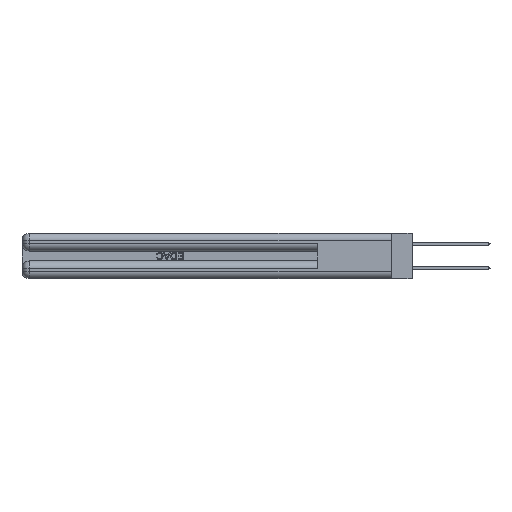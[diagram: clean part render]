
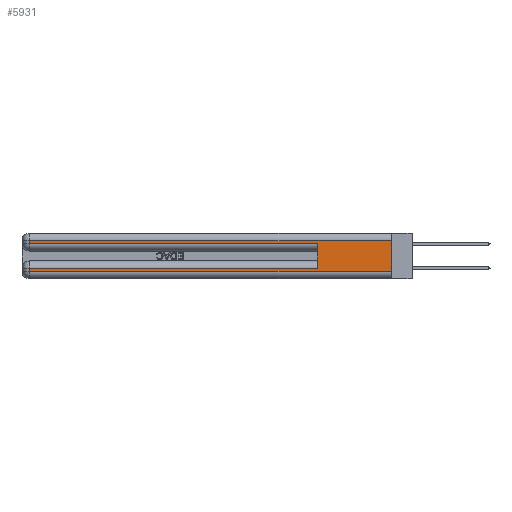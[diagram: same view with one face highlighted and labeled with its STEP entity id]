
A CAD part, left-side view. The second image highlights one B-rep face of the part: STEP entity #5931.
In plain terms, the highlighted planar face has unit normal (-1, 0, 0).
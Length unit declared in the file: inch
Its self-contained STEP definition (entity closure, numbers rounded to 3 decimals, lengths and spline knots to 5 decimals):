
#813 = VERTEX_POINT ( 'NONE', #32126 ) ;
#1896 = DIRECTION ( 'NONE',  ( 0., 0., -1. ) ) ;
#3133 = LINE ( 'NONE', #8399, #13635 ) ;
#3475 = VECTOR ( 'NONE', #31416, 39.37008 ) ;
#3507 = CARTESIAN_POINT ( 'NONE',  ( 0., 0., 0.285 ) ) ;
#3872 = LINE ( 'NONE', #47805, #22423 ) ;
#3917 = VERTEX_POINT ( 'NONE', #14799 ) ;
#4042 = ORIENTED_EDGE ( 'NONE', *, *, #28850, .T. ) ;
#4147 = CARTESIAN_POINT ( 'NONE',  ( 0., 2.94, 0.06 ) ) ;
#5566 = EDGE_CURVE ( 'NONE', #3917, #813, #37269, .T. ) ;
#5612 = VECTOR ( 'NONE', #47583, 39.37008 ) ;
#5877 = CARTESIAN_POINT ( 'NONE',  ( 0., 0., 0.37 ) ) ;
#5931 = ADVANCED_FACE ( 'NONE', ( #11767 ), #29745, .F. ) ;
#7758 = EDGE_CURVE ( 'NONE', #20227, #3917, #3872, .T. ) ;
#7978 = EDGE_CURVE ( 'NONE', #20227, #23088, #32386, .T. ) ;
#8399 = CARTESIAN_POINT ( 'NONE',  ( 0., 0.6, 0.145 ) ) ;
#9051 = CARTESIAN_POINT ( 'NONE',  ( 0., 0., 0.06 ) ) ;
#9807 = CARTESIAN_POINT ( 'NONE',  ( 0., 0., 0.37 ) ) ;
#10664 = ORIENTED_EDGE ( 'NONE', *, *, #7978, .F. ) ;
#11767 = FACE_OUTER_BOUND ( 'NONE', #12435, .T. ) ;
#12435 = EDGE_LOOP ( 'NONE', ( #10664, #24800, #37028, #4042, #48708, #21363, #14910, #48370 ) ) ;
#12753 = AXIS2_PLACEMENT_3D ( 'NONE', #9807, #13930, #41709 ) ;
#12822 = DIRECTION ( 'NONE',  ( 0., -1., 0. ) ) ;
#13635 = VECTOR ( 'NONE', #16185, 39.37008 ) ;
#13930 = DIRECTION ( 'NONE',  ( 1., 0., 0. ) ) ;
#13981 = LINE ( 'NONE', #3507, #3475 ) ;
#14504 = VECTOR ( 'NONE', #12822, 39.37008 ) ;
#14563 = EDGE_CURVE ( 'NONE', #31941, #38072, #37156, .T. ) ;
#14799 = CARTESIAN_POINT ( 'NONE',  ( 0., 2.94, 0.31 ) ) ;
#14910 = ORIENTED_EDGE ( 'NONE', *, *, #14563, .T. ) ;
#15760 = LINE ( 'NONE', #9051, #14504 ) ;
#16185 = DIRECTION ( 'NONE',  ( 0., 0., 1. ) ) ;
#20011 = CARTESIAN_POINT ( 'NONE',  ( 0., 0.6, 0.085 ) ) ;
#20227 = VERTEX_POINT ( 'NONE', #50298 ) ;
#21363 = ORIENTED_EDGE ( 'NONE', *, *, #44354, .T. ) ;
#21721 = DIRECTION ( 'NONE',  ( 0., 0., -1. ) ) ;
#21788 = VECTOR ( 'NONE', #1896, 39.37008 ) ;
#22423 = VECTOR ( 'NONE', #39691, 39.37008 ) ;
#23088 = VERTEX_POINT ( 'NONE', #36562 ) ;
#24800 = ORIENTED_EDGE ( 'NONE', *, *, #7758, .T. ) ;
#26314 = VERTEX_POINT ( 'NONE', #20011 ) ;
#27653 = VERTEX_POINT ( 'NONE', #39497 ) ;
#28850 = EDGE_CURVE ( 'NONE', #813, #27653, #13981, .T. ) ;
#29737 = CARTESIAN_POINT ( 'NONE',  ( 0., 2.94, 0.37 ) ) ;
#29745 = PLANE ( 'NONE',  #12753 ) ;
#31205 = VECTOR ( 'NONE', #42266, 39.37008 ) ;
#31302 = EDGE_CURVE ( 'NONE', #26314, #27653, #3133, .T. ) ;
#31416 = DIRECTION ( 'NONE',  ( 0., -1., 0. ) ) ;
#31941 = VERTEX_POINT ( 'NONE', #39878 ) ;
#32126 = CARTESIAN_POINT ( 'NONE',  ( 0., 2.94, 0.285 ) ) ;
#32386 = LINE ( 'NONE', #5877, #21788 ) ;
#35635 = EDGE_CURVE ( 'NONE', #38072, #23088, #15760, .T. ) ;
#36562 = CARTESIAN_POINT ( 'NONE',  ( 0., 0., 0.06 ) ) ;
#37028 = ORIENTED_EDGE ( 'NONE', *, *, #5566, .T. ) ;
#37156 = LINE ( 'NONE', #29737, #46431 ) ;
#37269 = LINE ( 'NONE', #43635, #5612 ) ;
#38072 = VERTEX_POINT ( 'NONE', #4147 ) ;
#38281 = CARTESIAN_POINT ( 'NONE',  ( 0., 0., 0.085 ) ) ;
#39497 = CARTESIAN_POINT ( 'NONE',  ( 0., 0.6, 0.285 ) ) ;
#39691 = DIRECTION ( 'NONE',  ( 0., 1., 0. ) ) ;
#39878 = CARTESIAN_POINT ( 'NONE',  ( 0., 2.94, 0.085 ) ) ;
#41709 = DIRECTION ( 'NONE',  ( 0., 0., -1. ) ) ;
#42266 = DIRECTION ( 'NONE',  ( 0., 1., 0. ) ) ;
#42280 = LINE ( 'NONE', #38281, #31205 ) ;
#43635 = CARTESIAN_POINT ( 'NONE',  ( 0., 2.94, 0.37 ) ) ;
#44354 = EDGE_CURVE ( 'NONE', #26314, #31941, #42280, .T. ) ;
#46431 = VECTOR ( 'NONE', #21721, 39.37008 ) ;
#47583 = DIRECTION ( 'NONE',  ( 0., 0., -1. ) ) ;
#47805 = CARTESIAN_POINT ( 'NONE',  ( 0., 0., 0.31 ) ) ;
#48370 = ORIENTED_EDGE ( 'NONE', *, *, #35635, .T. ) ;
#48708 = ORIENTED_EDGE ( 'NONE', *, *, #31302, .F. ) ;
#50298 = CARTESIAN_POINT ( 'NONE',  ( 0., 0., 0.31 ) ) ;
